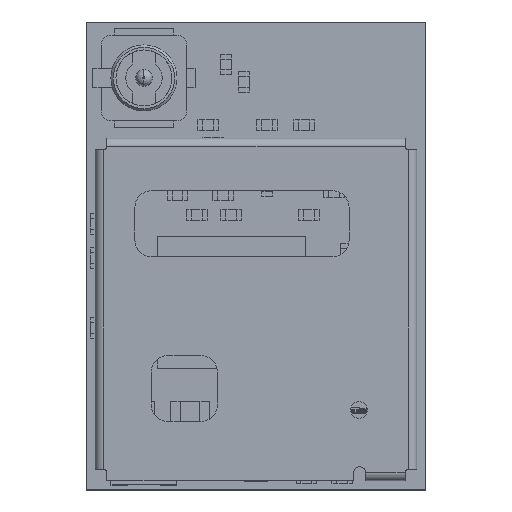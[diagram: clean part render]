
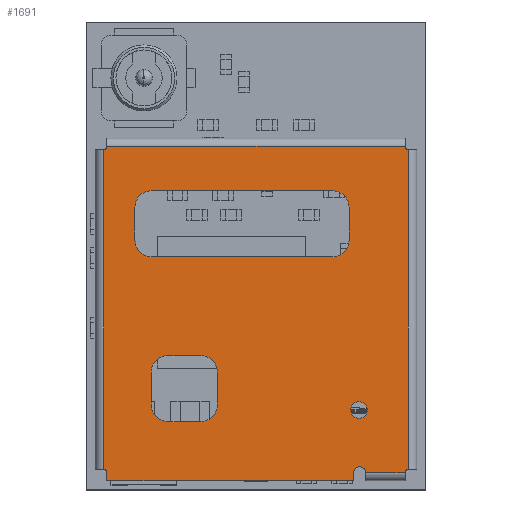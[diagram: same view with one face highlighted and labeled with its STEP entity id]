
A CAD part, top view. The second image highlights one B-rep face of the part: STEP entity #1691.
In plain terms, the highlighted face is planar.
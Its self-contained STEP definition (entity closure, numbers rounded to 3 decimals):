
#1490 = VERTEX_POINT('',#1491);
#1491 = CARTESIAN_POINT('',(8.,-0.15,-1.75));
#1497 = EDGE_CURVE('',#1498,#1490,#1500,.T.);
#1498 = VERTEX_POINT('',#1499);
#1499 = CARTESIAN_POINT('',(8.,-0.15,-1.25));
#1500 = CIRCLE('',#1501,0.25);
#1501 = AXIS2_PLACEMENT_3D('',#1502,#1503,#1504);
#1502 = CARTESIAN_POINT('',(8.,-0.15,-1.5));
#1503 = DIRECTION('',(0.,-1.,0.));
#1504 = DIRECTION('',(0.,0.,-1.));
#1691 = ADVANCED_FACE('',(#1692,#1762,#1772,#1875),#1945,.T.);
#1692 = FACE_BOUND('',#1693,.T.);
#1693 = EDGE_LOOP('',(#1694,#1704,#1713,#1721,#1730,#1738,#1747,#1755));
#1694 = ORIENTED_EDGE('',*,*,#1695,.F.);
#1695 = EDGE_CURVE('',#1696,#1698,#1700,.T.);
#1696 = VERTEX_POINT('',#1697);
#1697 = CARTESIAN_POINT('',(6.35,-0.15,-6.3));
#1698 = VERTEX_POINT('',#1699);
#1699 = CARTESIAN_POINT('',(6.35,-0.15,-7.3));
#1700 = LINE('',#1701,#1702);
#1701 = CARTESIAN_POINT('',(6.35,-0.15,-7.8));
#1702 = VECTOR('',#1703,1.);
#1703 = DIRECTION('',(-0.,-0.,-1.));
#1704 = ORIENTED_EDGE('',*,*,#1705,.T.);
#1705 = EDGE_CURVE('',#1696,#1706,#1708,.T.);
#1706 = VERTEX_POINT('',#1707);
#1707 = CARTESIAN_POINT('',(6.85,-0.15,-5.8));
#1708 = CIRCLE('',#1709,0.5);
#1709 = AXIS2_PLACEMENT_3D('',#1710,#1711,#1712);
#1710 = CARTESIAN_POINT('',(6.85,-0.15,-6.3));
#1711 = DIRECTION('',(-0.,1.,0.));
#1712 = DIRECTION('',(0.,0.,-1.));
#1713 = ORIENTED_EDGE('',*,*,#1714,.F.);
#1714 = EDGE_CURVE('',#1715,#1706,#1717,.T.);
#1715 = VERTEX_POINT('',#1716);
#1716 = CARTESIAN_POINT('',(7.85,-0.15,-5.8));
#1717 = LINE('',#1718,#1719);
#1718 = CARTESIAN_POINT('',(6.35,-0.15,-5.8));
#1719 = VECTOR('',#1720,1.);
#1720 = DIRECTION('',(-1.,-0.,-0.));
#1721 = ORIENTED_EDGE('',*,*,#1722,.T.);
#1722 = EDGE_CURVE('',#1715,#1723,#1725,.T.);
#1723 = VERTEX_POINT('',#1724);
#1724 = CARTESIAN_POINT('',(8.35,-0.15,-6.3));
#1725 = CIRCLE('',#1726,0.5);
#1726 = AXIS2_PLACEMENT_3D('',#1727,#1728,#1729);
#1727 = CARTESIAN_POINT('',(7.85,-0.15,-6.3));
#1728 = DIRECTION('',(-0.,1.,0.));
#1729 = DIRECTION('',(0.,0.,-1.));
#1730 = ORIENTED_EDGE('',*,*,#1731,.F.);
#1731 = EDGE_CURVE('',#1732,#1723,#1734,.T.);
#1732 = VERTEX_POINT('',#1733);
#1733 = CARTESIAN_POINT('',(8.35,-0.15,-7.3));
#1734 = LINE('',#1735,#1736);
#1735 = CARTESIAN_POINT('',(8.35,-0.15,-7.8));
#1736 = VECTOR('',#1737,1.);
#1737 = DIRECTION('',(0.,0.,1.));
#1738 = ORIENTED_EDGE('',*,*,#1739,.T.);
#1739 = EDGE_CURVE('',#1732,#1740,#1742,.T.);
#1740 = VERTEX_POINT('',#1741);
#1741 = CARTESIAN_POINT('',(7.85,-0.15,-7.8));
#1742 = CIRCLE('',#1743,0.5);
#1743 = AXIS2_PLACEMENT_3D('',#1744,#1745,#1746);
#1744 = CARTESIAN_POINT('',(7.85,-0.15,-7.3));
#1745 = DIRECTION('',(-0.,1.,0.));
#1746 = DIRECTION('',(0.,0.,-1.));
#1747 = ORIENTED_EDGE('',*,*,#1748,.F.);
#1748 = EDGE_CURVE('',#1749,#1740,#1751,.T.);
#1749 = VERTEX_POINT('',#1750);
#1750 = CARTESIAN_POINT('',(6.85,-0.15,-7.8));
#1751 = LINE('',#1752,#1753);
#1752 = CARTESIAN_POINT('',(6.35,-0.15,-7.8));
#1753 = VECTOR('',#1754,1.);
#1754 = DIRECTION('',(1.,0.,0.));
#1755 = ORIENTED_EDGE('',*,*,#1756,.T.);
#1756 = EDGE_CURVE('',#1749,#1698,#1757,.T.);
#1757 = CIRCLE('',#1758,0.5);
#1758 = AXIS2_PLACEMENT_3D('',#1759,#1760,#1761);
#1759 = CARTESIAN_POINT('',(6.85,-0.15,-7.3));
#1760 = DIRECTION('',(-0.,1.,0.));
#1761 = DIRECTION('',(0.,0.,-1.));
#1762 = FACE_BOUND('',#1763,.T.);
#1763 = EDGE_LOOP('',(#1764,#1771));
#1764 = ORIENTED_EDGE('',*,*,#1765,.F.);
#1765 = EDGE_CURVE('',#1490,#1498,#1766,.T.);
#1766 = CIRCLE('',#1767,0.25);
#1767 = AXIS2_PLACEMENT_3D('',#1768,#1769,#1770);
#1768 = CARTESIAN_POINT('',(8.,-0.15,-1.5));
#1769 = DIRECTION('',(0.,-1.,0.));
#1770 = DIRECTION('',(0.,0.,-1.));
#1771 = ORIENTED_EDGE('',*,*,#1497,.F.);
#1772 = FACE_BOUND('',#1773,.T.);
#1773 = EDGE_LOOP('',(#1774,#1784,#1793,#1801,#1810,#1818,#1826,#1834,
    #1843,#1851,#1860,#1868));
#1774 = ORIENTED_EDGE('',*,*,#1775,.F.);
#1775 = EDGE_CURVE('',#1776,#1778,#1780,.T.);
#1776 = VERTEX_POINT('',#1777);
#1777 = CARTESIAN_POINT('',(0.,-0.15,-9.15));
#1778 = VERTEX_POINT('',#1779);
#1779 = CARTESIAN_POINT('',(0.,-0.15,-0.1));
#1780 = LINE('',#1781,#1782);
#1781 = CARTESIAN_POINT('',(0.,-0.15,0.));
#1782 = VECTOR('',#1783,1.);
#1783 = DIRECTION('',(-0.,-0.,1.));
#1784 = ORIENTED_EDGE('',*,*,#1785,.F.);
#1785 = EDGE_CURVE('',#1786,#1776,#1788,.T.);
#1786 = VERTEX_POINT('',#1787);
#1787 = CARTESIAN_POINT('',(0.1,-0.15,-9.25));
#1788 = CIRCLE('',#1789,0.1);
#1789 = AXIS2_PLACEMENT_3D('',#1790,#1791,#1792);
#1790 = CARTESIAN_POINT('',(0.,-0.15,-9.25));
#1791 = DIRECTION('',(0.,-1.,0.));
#1792 = DIRECTION('',(0.,0.,-1.));
#1793 = ORIENTED_EDGE('',*,*,#1794,.F.);
#1794 = EDGE_CURVE('',#1795,#1786,#1797,.T.);
#1795 = VERTEX_POINT('',#1796);
#1796 = CARTESIAN_POINT('',(9.8,-0.15,-9.25));
#1797 = LINE('',#1798,#1799);
#1798 = CARTESIAN_POINT('',(0.,-0.15,-9.25));
#1799 = VECTOR('',#1800,1.);
#1800 = DIRECTION('',(-1.,-0.,-0.));
#1801 = ORIENTED_EDGE('',*,*,#1802,.F.);
#1802 = EDGE_CURVE('',#1803,#1795,#1805,.T.);
#1803 = VERTEX_POINT('',#1804);
#1804 = CARTESIAN_POINT('',(9.9,-0.15,-9.15));
#1805 = CIRCLE('',#1806,0.1);
#1806 = AXIS2_PLACEMENT_3D('',#1807,#1808,#1809);
#1807 = CARTESIAN_POINT('',(9.9,-0.15,-9.25));
#1808 = DIRECTION('',(0.,-1.,0.));
#1809 = DIRECTION('',(0.,0.,-1.));
#1810 = ORIENTED_EDGE('',*,*,#1811,.F.);
#1811 = EDGE_CURVE('',#1812,#1803,#1814,.T.);
#1812 = VERTEX_POINT('',#1813);
#1813 = CARTESIAN_POINT('',(10.15,-0.15,-9.15));
#1814 = LINE('',#1815,#1816);
#1815 = CARTESIAN_POINT('',(10.15,-0.15,-9.15));
#1816 = VECTOR('',#1817,1.);
#1817 = DIRECTION('',(-1.,-0.,-0.));
#1818 = ORIENTED_EDGE('',*,*,#1819,.F.);
#1819 = EDGE_CURVE('',#1820,#1812,#1822,.T.);
#1820 = VERTEX_POINT('',#1821);
#1821 = CARTESIAN_POINT('',(10.15,-0.15,-1.66));
#1822 = LINE('',#1823,#1824);
#1823 = CARTESIAN_POINT('',(10.15,-0.15,0.));
#1824 = VECTOR('',#1825,1.);
#1825 = DIRECTION('',(0.,0.,-1.));
#1826 = ORIENTED_EDGE('',*,*,#1827,.F.);
#1827 = EDGE_CURVE('',#1828,#1820,#1830,.T.);
#1828 = VERTEX_POINT('',#1829);
#1829 = CARTESIAN_POINT('',(9.9,-0.15,-1.66));
#1830 = LINE('',#1831,#1832);
#1831 = CARTESIAN_POINT('',(0.,-0.15,-1.66));
#1832 = VECTOR('',#1833,1.);
#1833 = DIRECTION('',(1.,0.,0.));
#1834 = ORIENTED_EDGE('',*,*,#1835,.T.);
#1835 = EDGE_CURVE('',#1828,#1836,#1838,.T.);
#1836 = VERTEX_POINT('',#1837);
#1837 = CARTESIAN_POINT('',(9.9,-0.15,-1.3));
#1838 = CIRCLE('',#1839,0.18);
#1839 = AXIS2_PLACEMENT_3D('',#1840,#1841,#1842);
#1840 = CARTESIAN_POINT('',(9.9,-0.15,-1.48));
#1841 = DIRECTION('',(-0.,1.,0.));
#1842 = DIRECTION('',(0.,0.,-1.));
#1843 = ORIENTED_EDGE('',*,*,#1844,.T.);
#1844 = EDGE_CURVE('',#1836,#1845,#1847,.T.);
#1845 = VERTEX_POINT('',#1846);
#1846 = CARTESIAN_POINT('',(9.9,-0.15,-0.1));
#1847 = LINE('',#1848,#1849);
#1848 = CARTESIAN_POINT('',(9.9,-0.15,0.));
#1849 = VECTOR('',#1850,1.);
#1850 = DIRECTION('',(0.,0.,1.));
#1851 = ORIENTED_EDGE('',*,*,#1852,.F.);
#1852 = EDGE_CURVE('',#1853,#1845,#1855,.T.);
#1853 = VERTEX_POINT('',#1854);
#1854 = CARTESIAN_POINT('',(9.8,-0.15,0.));
#1855 = CIRCLE('',#1856,0.1);
#1856 = AXIS2_PLACEMENT_3D('',#1857,#1858,#1859);
#1857 = CARTESIAN_POINT('',(9.9,-0.15,0.));
#1858 = DIRECTION('',(0.,-1.,0.));
#1859 = DIRECTION('',(0.,0.,-1.));
#1860 = ORIENTED_EDGE('',*,*,#1861,.F.);
#1861 = EDGE_CURVE('',#1862,#1853,#1864,.T.);
#1862 = VERTEX_POINT('',#1863);
#1863 = CARTESIAN_POINT('',(0.1,-0.15,0.));
#1864 = LINE('',#1865,#1866);
#1865 = CARTESIAN_POINT('',(0.,-0.15,0.));
#1866 = VECTOR('',#1867,1.);
#1867 = DIRECTION('',(1.,0.,0.));
#1868 = ORIENTED_EDGE('',*,*,#1869,.F.);
#1869 = EDGE_CURVE('',#1778,#1862,#1870,.T.);
#1870 = CIRCLE('',#1871,0.1);
#1871 = AXIS2_PLACEMENT_3D('',#1872,#1873,#1874);
#1872 = CARTESIAN_POINT('',(0.,-0.15,0.));
#1873 = DIRECTION('',(0.,-1.,0.));
#1874 = DIRECTION('',(0.,0.,-1.));
#1875 = FACE_BOUND('',#1876,.T.);
#1876 = EDGE_LOOP('',(#1877,#1887,#1896,#1904,#1913,#1921,#1930,#1938));
#1877 = ORIENTED_EDGE('',*,*,#1878,.T.);
#1878 = EDGE_CURVE('',#1879,#1881,#1883,.T.);
#1879 = VERTEX_POINT('',#1880);
#1880 = CARTESIAN_POINT('',(1.35,-0.15,-7.8));
#1881 = VERTEX_POINT('',#1882);
#1882 = CARTESIAN_POINT('',(1.35,-0.15,-2.3));
#1883 = LINE('',#1884,#1885);
#1884 = CARTESIAN_POINT('',(1.35,-0.15,0.));
#1885 = VECTOR('',#1886,1.);
#1886 = DIRECTION('',(0.,0.,1.));
#1887 = ORIENTED_EDGE('',*,*,#1888,.T.);
#1888 = EDGE_CURVE('',#1881,#1889,#1891,.T.);
#1889 = VERTEX_POINT('',#1890);
#1890 = CARTESIAN_POINT('',(1.85,-0.15,-1.8));
#1891 = CIRCLE('',#1892,0.5);
#1892 = AXIS2_PLACEMENT_3D('',#1893,#1894,#1895);
#1893 = CARTESIAN_POINT('',(1.85,-0.15,-2.3));
#1894 = DIRECTION('',(-0.,1.,0.));
#1895 = DIRECTION('',(0.,0.,-1.));
#1896 = ORIENTED_EDGE('',*,*,#1897,.T.);
#1897 = EDGE_CURVE('',#1889,#1898,#1900,.T.);
#1898 = VERTEX_POINT('',#1899);
#1899 = CARTESIAN_POINT('',(2.85,-0.15,-1.8));
#1900 = LINE('',#1901,#1902);
#1901 = CARTESIAN_POINT('',(0.,-0.15,-1.8));
#1902 = VECTOR('',#1903,1.);
#1903 = DIRECTION('',(1.,0.,0.));
#1904 = ORIENTED_EDGE('',*,*,#1905,.T.);
#1905 = EDGE_CURVE('',#1898,#1906,#1908,.T.);
#1906 = VERTEX_POINT('',#1907);
#1907 = CARTESIAN_POINT('',(3.35,-0.15,-2.3));
#1908 = CIRCLE('',#1909,0.5);
#1909 = AXIS2_PLACEMENT_3D('',#1910,#1911,#1912);
#1910 = CARTESIAN_POINT('',(2.85,-0.15,-2.3));
#1911 = DIRECTION('',(-0.,1.,0.));
#1912 = DIRECTION('',(0.,0.,-1.));
#1913 = ORIENTED_EDGE('',*,*,#1914,.F.);
#1914 = EDGE_CURVE('',#1915,#1906,#1917,.T.);
#1915 = VERTEX_POINT('',#1916);
#1916 = CARTESIAN_POINT('',(3.35,-0.15,-7.8));
#1917 = LINE('',#1918,#1919);
#1918 = CARTESIAN_POINT('',(3.35,-0.15,0.));
#1919 = VECTOR('',#1920,1.);
#1920 = DIRECTION('',(0.,0.,1.));
#1921 = ORIENTED_EDGE('',*,*,#1922,.T.);
#1922 = EDGE_CURVE('',#1915,#1923,#1925,.T.);
#1923 = VERTEX_POINT('',#1924);
#1924 = CARTESIAN_POINT('',(2.85,-0.15,-8.3));
#1925 = CIRCLE('',#1926,0.5);
#1926 = AXIS2_PLACEMENT_3D('',#1927,#1928,#1929);
#1927 = CARTESIAN_POINT('',(2.85,-0.15,-7.8));
#1928 = DIRECTION('',(-0.,1.,0.));
#1929 = DIRECTION('',(0.,0.,-1.));
#1930 = ORIENTED_EDGE('',*,*,#1931,.F.);
#1931 = EDGE_CURVE('',#1932,#1923,#1934,.T.);
#1932 = VERTEX_POINT('',#1933);
#1933 = CARTESIAN_POINT('',(1.85,-0.15,-8.3));
#1934 = LINE('',#1935,#1936);
#1935 = CARTESIAN_POINT('',(0.,-0.15,-8.3));
#1936 = VECTOR('',#1937,1.);
#1937 = DIRECTION('',(1.,0.,0.));
#1938 = ORIENTED_EDGE('',*,*,#1939,.T.);
#1939 = EDGE_CURVE('',#1932,#1879,#1940,.T.);
#1940 = CIRCLE('',#1941,0.5);
#1941 = AXIS2_PLACEMENT_3D('',#1942,#1943,#1944);
#1942 = CARTESIAN_POINT('',(1.85,-0.15,-7.8));
#1943 = DIRECTION('',(-0.,1.,0.));
#1944 = DIRECTION('',(0.,0.,-1.));
#1945 = PLANE('',#1946);
#1946 = AXIS2_PLACEMENT_3D('',#1947,#1948,#1949);
#1947 = CARTESIAN_POINT('',(0.,-0.15,0.));
#1948 = DIRECTION('',(0.,-1.,0.));
#1949 = DIRECTION('',(0.,-0.,-1.));
